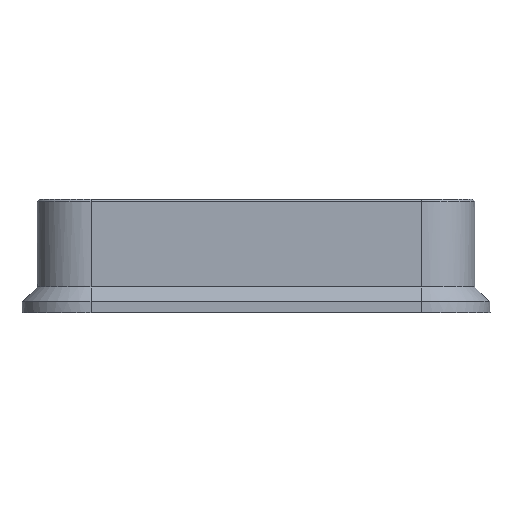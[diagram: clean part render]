
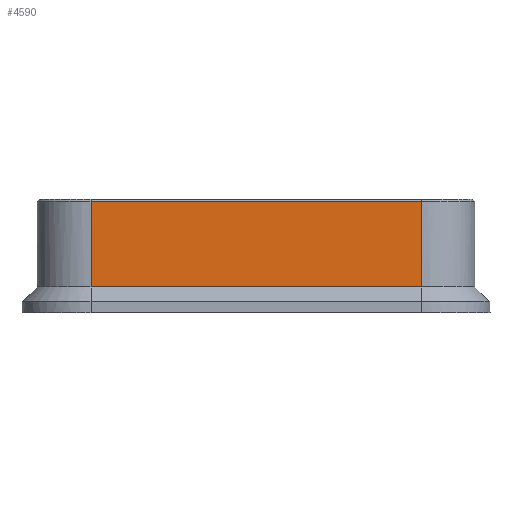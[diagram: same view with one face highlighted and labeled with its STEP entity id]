
A CAD part, left-side view. The second image highlights one B-rep face of the part: STEP entity #4590.
In plain terms, the highlighted planar face has unit normal (-1, 0, 0).
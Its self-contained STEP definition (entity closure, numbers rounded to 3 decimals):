
#514=PLANE('',#4988);
#689=FACE_OUTER_BOUND('',#986,.T.);
#986=EDGE_LOOP('',(#3726,#3727,#3728,#3729));
#1298=LINE('',#8172,#1595);
#1335=LINE('',#8710,#1632);
#1344=LINE('',#8833,#1641);
#1345=LINE('',#8835,#1642);
#1595=VECTOR('',#5718,10.);
#1632=VECTOR('',#5799,10.);
#1641=VECTOR('',#5814,10.);
#1642=VECTOR('',#5817,10.);
#2095=VERTEX_POINT('',#8151);
#2097=VERTEX_POINT('',#8169);
#2138=VERTEX_POINT('',#8691);
#2140=VERTEX_POINT('',#8707);
#2634=EDGE_CURVE('',#2095,#2097,#1298,.T.);
#2710=EDGE_CURVE('',#2140,#2138,#1335,.T.);
#2723=EDGE_CURVE('',#2138,#2095,#1344,.T.);
#2724=EDGE_CURVE('',#2140,#2097,#1345,.T.);
#3726=ORIENTED_EDGE('',*,*,#2634,.T.);
#3727=ORIENTED_EDGE('',*,*,#2724,.F.);
#3728=ORIENTED_EDGE('',*,*,#2710,.T.);
#3729=ORIENTED_EDGE('',*,*,#2723,.T.);
#4590=ADVANCED_FACE('',(#689),#514,.F.);
#4988=AXIS2_PLACEMENT_3D('',#8834,#5815,#5816);
#5718=DIRECTION('',(0.,1.,0.));
#5799=DIRECTION('',(0.,-1.,0.));
#5814=DIRECTION('',(0.,0.,1.));
#5815=DIRECTION('center_axis',(1.,0.,0.));
#5816=DIRECTION('ref_axis',(0.,-1.,0.));
#5817=DIRECTION('',(0.,0.,1.));
#8151=CARTESIAN_POINT('',(-25.505,-21.846,14.7));
#8169=CARTESIAN_POINT('',(-25.505,21.688,14.7));
#8172=CARTESIAN_POINT('',(-25.505,-0.079,14.7));
#8691=CARTESIAN_POINT('',(-25.505,-21.846,3.4));
#8707=CARTESIAN_POINT('',(-25.505,21.688,3.4));
#8710=CARTESIAN_POINT('',(-25.505,10.844,3.4));
#8833=CARTESIAN_POINT('',(-25.505,-21.846,0.));
#8834=CARTESIAN_POINT('Origin',(-25.505,21.688,0.));
#8835=CARTESIAN_POINT('',(-25.505,21.688,0.));
